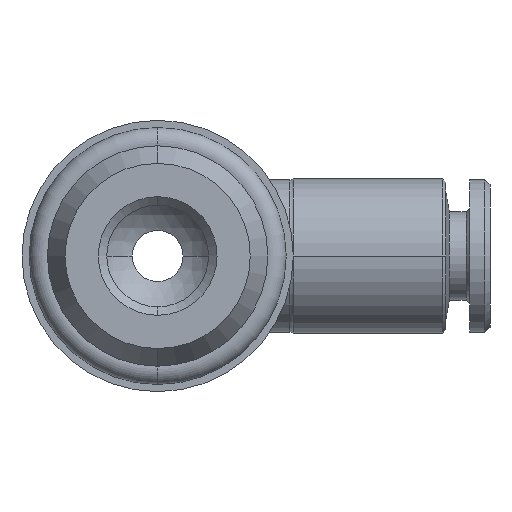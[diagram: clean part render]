
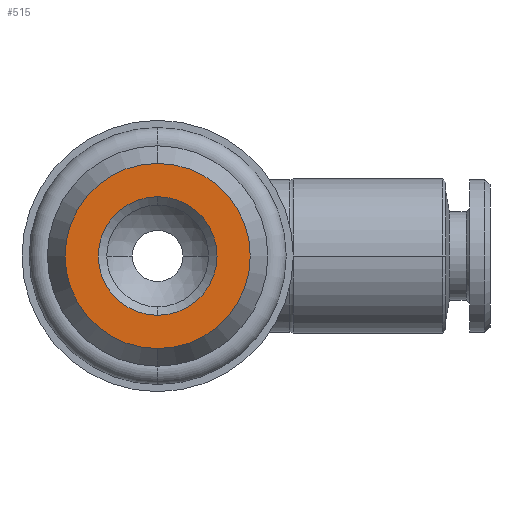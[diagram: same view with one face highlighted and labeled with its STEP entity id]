
A CAD part, front view. The second image highlights one B-rep face of the part: STEP entity #515.
In plain terms, the highlighted planar face has unit normal (0, -1, 0).
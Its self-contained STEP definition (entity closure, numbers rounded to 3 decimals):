
#390 = EDGE_LOOP ( 'NONE', ( #392, #516 ) ) ;
#391 = EDGE_CURVE ( 'NONE', #3940, #3939, #1685, .T. ) ;
#392 = ORIENTED_EDGE ( 'NONE', *, *, #391, .T. ) ;
#462 = EDGE_CURVE ( 'NONE', #3927, #3916, #1937, .T. ) ;
#513 = ORIENTED_EDGE ( 'NONE', *, *, #3926, .F. ) ;
#515 = ADVANCED_FACE ( 'NONE', ( #2025, #2021 ), #2020, .T. ) ;
#516 = ORIENTED_EDGE ( 'NONE', *, *, #3938, .T. ) ;
#517 = ORIENTED_EDGE ( 'NONE', *, *, #462, .F. ) ;
#520 = EDGE_LOOP ( 'NONE', ( #517, #513 ) ) ;
#1681 = DIRECTION ( 'NONE',  ( 0., 0., -1. ) ) ;
#1682 = DIRECTION ( 'NONE',  ( 0., -1., 0. ) ) ;
#1683 = CARTESIAN_POINT ( 'NONE',  ( 0., -21.5, 0. ) ) ;
#1684 = AXIS2_PLACEMENT_3D ( 'NONE', #1683, #1682, #1681 ) ;
#1685 = CIRCLE ( 'NONE', #1684, 5.461 ) ;
#1882 = DIRECTION ( 'NONE',  ( 0., 0., -1. ) ) ;
#1934 = DIRECTION ( 'NONE',  ( 0., -1., 0. ) ) ;
#1935 = CARTESIAN_POINT ( 'NONE',  ( 0., -21.5, 0. ) ) ;
#1936 = AXIS2_PLACEMENT_3D ( 'NONE', #1935, #1934, #1882 ) ;
#1937 = CIRCLE ( 'NONE', #1936, 3.5 ) ;
#2015 = DIRECTION ( 'NONE',  ( 0., 0., -1. ) ) ;
#2016 = DIRECTION ( 'NONE',  ( 0., -1., 0. ) ) ;
#2017 = CARTESIAN_POINT ( 'NONE',  ( 8., -21.5, 0. ) ) ;
#2019 = AXIS2_PLACEMENT_3D ( 'NONE', #2017, #2016, #2015 ) ;
#2020 = PLANE ( 'NONE',  #2019 ) ;
#2021 = FACE_BOUND ( 'NONE', #520, .T. ) ;
#2025 = FACE_OUTER_BOUND ( 'NONE', #390, .T. ) ;
#3546 = CARTESIAN_POINT ( 'NONE',  ( 0., -21.5, 3.5 ) ) ;
#3614 = CARTESIAN_POINT ( 'NONE',  ( 0., -21.5, 5.461 ) ) ;
#3615 = CARTESIAN_POINT ( 'NONE',  ( 0., -21.5, -5.461 ) ) ;
#3616 = DIRECTION ( 'NONE',  ( 0., 0., -1. ) ) ;
#3617 = DIRECTION ( 'NONE',  ( 0., -1., 0. ) ) ;
#3618 = CARTESIAN_POINT ( 'NONE',  ( 0., -21.5, 0. ) ) ;
#3619 = AXIS2_PLACEMENT_3D ( 'NONE', #3618, #3617, #3616 ) ;
#3620 = CIRCLE ( 'NONE', #3619, 5.461 ) ;
#3642 = CARTESIAN_POINT ( 'NONE',  ( 0., -21.5, -3.5 ) ) ;
#3643 = DIRECTION ( 'NONE',  ( 0., 0., -1. ) ) ;
#3644 = DIRECTION ( 'NONE',  ( 0., -1., 0. ) ) ;
#3645 = CARTESIAN_POINT ( 'NONE',  ( 0., -21.5, 0. ) ) ;
#3646 = AXIS2_PLACEMENT_3D ( 'NONE', #3645, #3644, #3643 ) ;
#3647 = CIRCLE ( 'NONE', #3646, 3.5 ) ;
#3916 = VERTEX_POINT ( 'NONE', #3546 ) ;
#3926 = EDGE_CURVE ( 'NONE', #3916, #3927, #3647, .T. ) ;
#3927 = VERTEX_POINT ( 'NONE', #3642 ) ;
#3938 = EDGE_CURVE ( 'NONE', #3939, #3940, #3620, .T. ) ;
#3939 = VERTEX_POINT ( 'NONE', #3615 ) ;
#3940 = VERTEX_POINT ( 'NONE', #3614 ) ;
